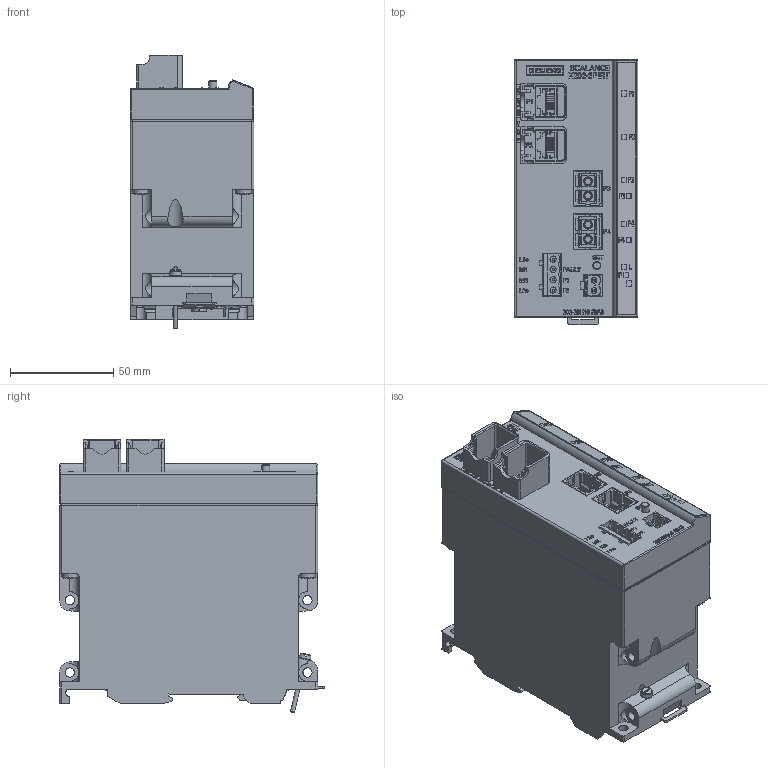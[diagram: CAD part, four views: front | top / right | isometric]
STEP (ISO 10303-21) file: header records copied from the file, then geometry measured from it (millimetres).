
FILE_DESCRIPTION(/* description */ (''),/* implementation_level */ '2;1');
FILE_NAME(/* name */ '6AG1202-2BH10-2BA3_3d.stp',/* time_stamp */ '2025-07-02T10:53:54+02:00',/* author */ (''),/* organization */ (''),/* preprocessor_version */ 'ST-DEVELOPER v20',/* originating_system */ 'SIEMENS PLM Software NX2406.8300',/* authorisation */ '');
FILE_SCHEMA (('AUTOMOTIVE_DESIGN { 1 0 10303 214 3 1 1 1 }'));
Products named in the file (3): A5E54678338A_RS-AA_001_2-Labeling; A5E54677540A_RS-AA_001_2-Box; A5E54678320A_RS-AA_001_2-CAx_6AG12022BH102BA3
Assembly tree (2 placements, depth 2):
  A5E54678320A_RS-AA_001_2-CAx_6AG12022BH102BA3
    A5E54677540A_RS-AA_001_2-Box
    A5E54678338A_RS-AA_001_2-Labeling
Bounding box: 60 x 128.2 x 132.48 mm (x, y, z)
Volume: 738296.2 mm3; surface area: 86300 mm2
Topology: 93 solids, 95 shells, 3341 faces, 9187 edges, 6078 vertices
Faces by surface type: plane 2847, cylinder 358, extrusion 77, cone 27, bspline 20, torus 11, sphere 1
Full cylindrical faces by diameter (mm): 1.4 x2, 1.778 x1, 1.978 x1, 2.8 x2, 3 x4, 3.075 x4, 3.5 x1, 3.9 x1, 4 x2, 4.4 x4, 4.5 x9, 4.603 x1, 7 x2, 26 x1, 28 x1, 30.38 x2, 35 x1, 37 x1
Entity records: 119311 total; most frequent: CARTESIAN_POINT 23225, ORIENTED_EDGE 18172, DIRECTION 16012, EDGE_CURVE 9086, VECTOR 7994, LINE 7917, VERTEX_POINT 6043, AXIS2_PLACEMENT_3D 4009
